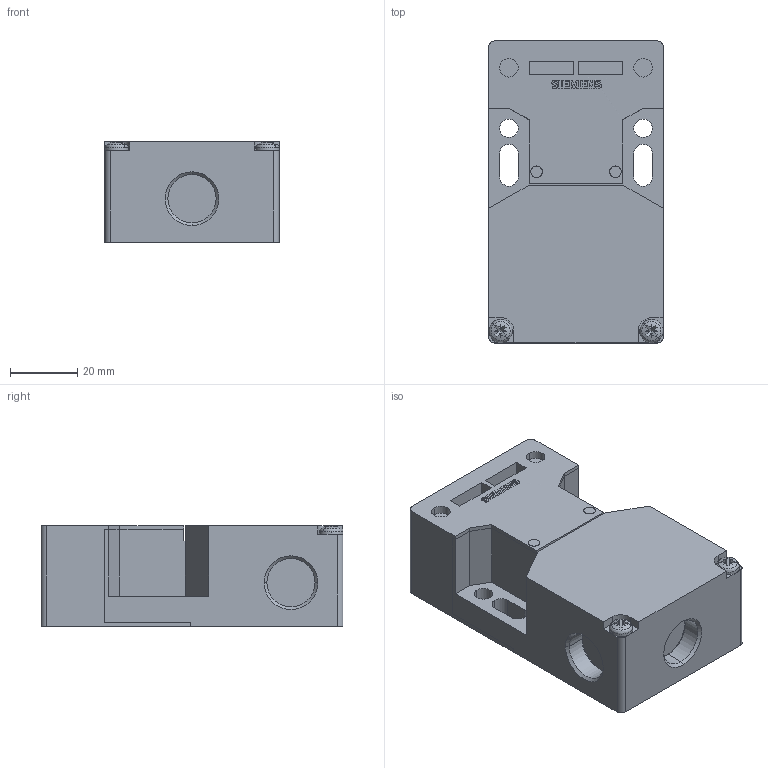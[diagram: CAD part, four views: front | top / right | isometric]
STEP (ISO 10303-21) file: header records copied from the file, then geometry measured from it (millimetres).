
FILE_DESCRIPTION(/* description */ (''),/* implementation_level */ '2;1');
FILE_NAME(/* name */ 'G_NSD0_XX_90384V.stp',/* time_stamp */ '2024-07-18T16:25:33+02:00',/* author */ (''),/* organization */ (''),/* preprocessor_version */ 'ST-DEVELOPER v18.101',/* originating_system */ 'SIEMENS PLM Software NX 2007',/* authorisation */ '');
FILE_SCHEMA (('AUTOMOTIVE_DESIGN { 1 0 10303 214 3 1 1 1 }'));
Length unit declared in the file: millimetre
Products named in the file (1): G_NSD0_XX_90384V
Bounding box: 52 x 90 x 30 mm (x, y, z)
Volume: 118297.3 mm3; surface area: 22578.2 mm2
Topology: 1 solids, 1 shells, 337 faces, 864 edges, 553 vertices
Faces by surface type: plane 213, cylinder 71, cone 32, bspline 17, torus 4
Entity records: 11845 total; most frequent: CARTESIAN_POINT 3052, ORIENTED_EDGE 1730, DIRECTION 1461, EDGE_CURVE 865, VERTEX_POINT 554, LINE 535, VECTOR 535, AXIS2_PLACEMENT_3D 463
